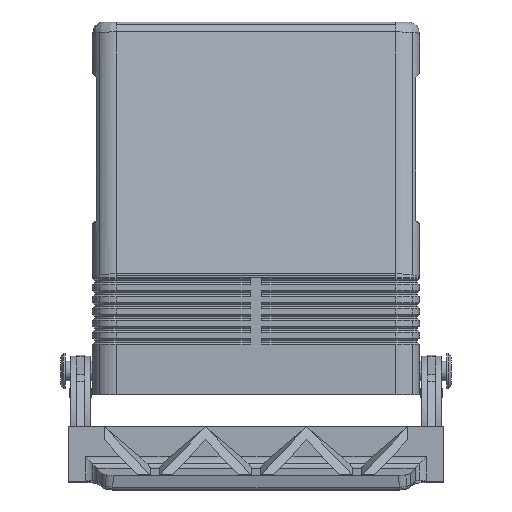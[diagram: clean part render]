
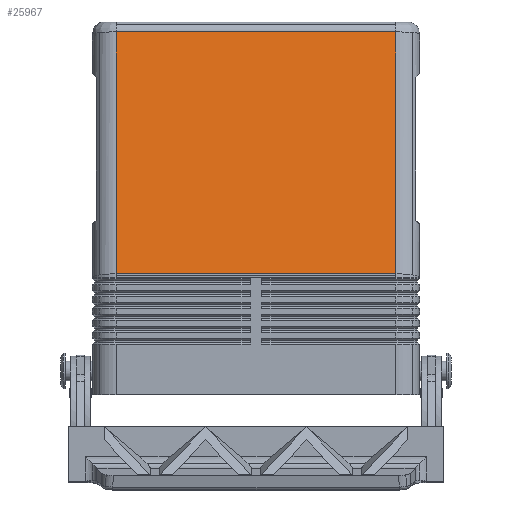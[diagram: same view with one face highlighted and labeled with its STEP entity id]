
A CAD part, left-side view. The second image highlights one B-rep face of the part: STEP entity #25967.
In plain terms, the highlighted planar face has unit normal (-0.986, 0, 0.166).
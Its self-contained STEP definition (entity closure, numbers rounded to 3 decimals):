
#3501=CARTESIAN_POINT('',(-46.667,-35.25,30.493));
#3502=VERTEX_POINT('',#3501);
#3510=CARTESIAN_POINT('',(-46.667,35.25,30.493));
#3511=VERTEX_POINT('',#3510);
#3512=CARTESIAN_POINT('',(-46.667,-35.25,30.493));
#3513=DIRECTION('',(0.0,1.0,0.0));
#3514=VECTOR('',#3513,70.5);
#3515=LINE('',#3512,#3514);
#3516=EDGE_CURVE('',#3502,#3511,#3515,.T.);
#17477=CARTESIAN_POINT('',(-36.42,-35.25,91.497));
#17478=VERTEX_POINT('',#17477);
#17486=CARTESIAN_POINT('',(-36.42,-35.25,91.497));
#17487=DIRECTION('',(-0.166,0.0,-0.986));
#17488=VECTOR('',#17487,61.858);
#17489=LINE('',#17486,#17488);
#17490=EDGE_CURVE('',#17478,#3502,#17489,.T.);
#25542=CARTESIAN_POINT('',(-36.42,35.25,91.497));
#25543=VERTEX_POINT('',#25542);
#25551=CARTESIAN_POINT('',(-36.42,35.25,91.497));
#25552=DIRECTION('',(0.0,-1.0,0.0));
#25553=VECTOR('',#25552,70.5);
#25554=LINE('',#25551,#25553);
#25555=EDGE_CURVE('',#25543,#17478,#25554,.T.);
#25934=CARTESIAN_POINT('',(-46.667,35.25,30.493));
#25935=DIRECTION('',(0.166,0.0,0.986));
#25936=VECTOR('',#25935,61.858);
#25937=LINE('',#25934,#25936);
#25938=EDGE_CURVE('',#3511,#25543,#25937,.T.);
#25956=CARTESIAN_POINT('',(-36.0,0.0,94.0));
#25957=DIRECTION('',(-0.986,0.0,0.166));
#25958=DIRECTION('',(0.166,0.0,0.986));
#25959=AXIS2_PLACEMENT_3D('',#25956,#25957,#25958);
#25960=PLANE('',#25959);
#25961=ORIENTED_EDGE('',*,*,#25555,.F.);
#25962=ORIENTED_EDGE('',*,*,#25938,.F.);
#25963=ORIENTED_EDGE('',*,*,#3516,.F.);
#25964=ORIENTED_EDGE('',*,*,#17490,.F.);
#25965=EDGE_LOOP('',(#25961,#25962,#25963,#25964));
#25966=FACE_OUTER_BOUND('',#25965,.T.);
#25967=ADVANCED_FACE('',(#25966),#25960,.T.);
